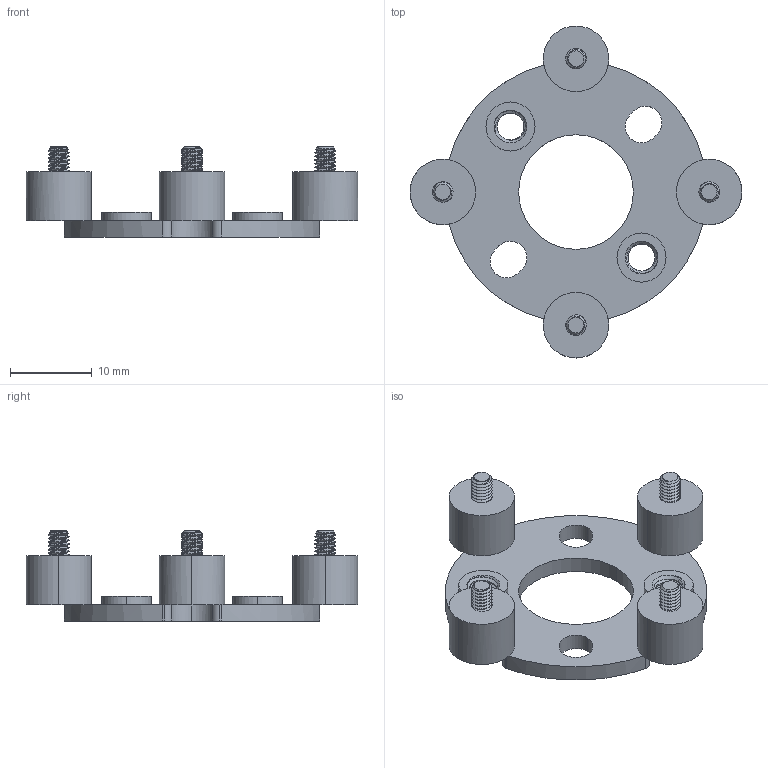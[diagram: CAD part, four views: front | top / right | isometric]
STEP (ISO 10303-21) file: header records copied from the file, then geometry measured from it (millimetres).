
FILE_DESCRIPTION (( 'STEP AP203' ), '1' );
FILE_NAME ('1700-0016-0011 assembly.STEP', '2018-02-02T17:00:58', ( '' ), ( '' ), 'SwSTEP 2.0', 'SolidWorks 2016', '' );
FILE_SCHEMA (( 'CONFIG_CONTROL_DESIGN' ));
Length unit declared in the file: millimetre
Products named in the file (3): 1700-0016-0011 assembly; M2.5 x 5mm zinc plated pan head phillips screw_92005A061; 1700-0016-0011
Assembly tree (5 placements, depth 2):
  1700-0016-0011 assembly
    1700-0016-0011
    M2.5 x 5mm zinc plated pan head phillips screw_92005A061  x4
Bounding box: 40.53 x 40.53 x 11 mm (x, y, z)
Volume: 2109.9 mm3; surface area: 3324.4 mm2
Topology: 5 solids, 5 shells, 502 faces, 1420 edges, 934 vertices
Faces by surface type: cylinder 318, plane 96, cone 48, bspline 16, torus 16, sphere 8
Entity records: 13233 total; most frequent: CARTESIAN_POINT 7669, ORIENTED_EDGE 1214, DIRECTION 1027, EDGE_CURVE 607, AXIS2_PLACEMENT_3D 416, VERTEX_POINT 397, EDGE_LOOP 238, ADVANCED_FACE 217
